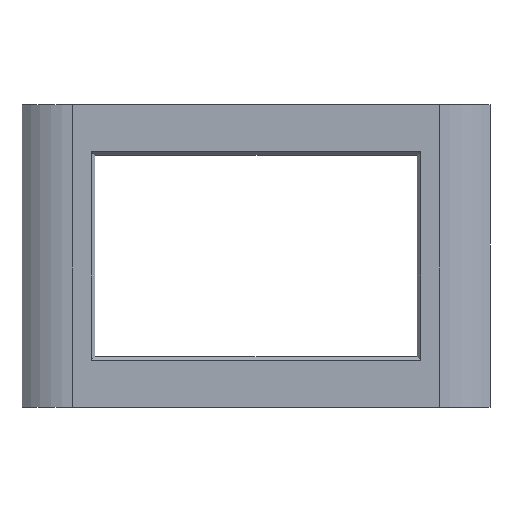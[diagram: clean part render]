
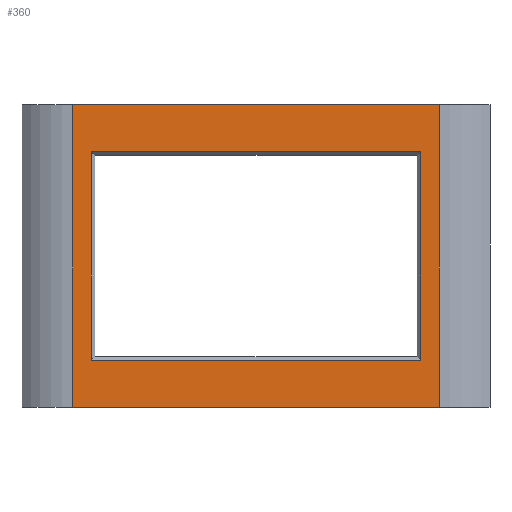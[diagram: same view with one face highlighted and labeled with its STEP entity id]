
A CAD part, top view. The second image highlights one B-rep face of the part: STEP entity #360.
In plain terms, the highlighted planar face has unit normal (0, 0, 1).
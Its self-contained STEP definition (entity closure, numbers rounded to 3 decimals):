
#15=FACE_BOUND('',#65,.T.);
#23=PLANE('',#400);
#41=FACE_OUTER_BOUND('',#64,.T.);
#64=EDGE_LOOP('',(#264,#265,#266,#267));
#65=EDGE_LOOP('',(#268,#269,#270,#271));
#92=LINE('',#544,#128);
#94=LINE('',#550,#130);
#96=LINE('',#556,#132);
#97=LINE('',#557,#133);
#98=LINE('',#560,#134);
#99=LINE('',#562,#135);
#100=LINE('',#564,#136);
#101=LINE('',#565,#137);
#128=VECTOR('',#436,20.);
#130=VECTOR('',#442,10.);
#132=VECTOR('',#448,10.);
#133=VECTOR('',#449,20.);
#134=VECTOR('',#450,10.);
#135=VECTOR('',#451,10.);
#136=VECTOR('',#452,10.);
#137=VECTOR('',#453,10.);
#177=VERTEX_POINT('',#541);
#178=VERTEX_POINT('',#543);
#180=VERTEX_POINT('',#549);
#182=VERTEX_POINT('',#555);
#183=VERTEX_POINT('',#558);
#184=VERTEX_POINT('',#559);
#185=VERTEX_POINT('',#561);
#186=VERTEX_POINT('',#563);
#209=EDGE_CURVE('',#177,#178,#92,.T.);
#212=EDGE_CURVE('',#178,#180,#94,.T.);
#215=EDGE_CURVE('',#182,#177,#96,.T.);
#216=EDGE_CURVE('',#180,#182,#97,.T.);
#217=EDGE_CURVE('',#183,#184,#98,.T.);
#218=EDGE_CURVE('',#185,#183,#99,.T.);
#219=EDGE_CURVE('',#186,#185,#100,.T.);
#220=EDGE_CURVE('',#184,#186,#101,.T.);
#264=ORIENTED_EDGE('',*,*,#209,.F.);
#265=ORIENTED_EDGE('',*,*,#215,.F.);
#266=ORIENTED_EDGE('',*,*,#216,.F.);
#267=ORIENTED_EDGE('',*,*,#212,.F.);
#268=ORIENTED_EDGE('',*,*,#217,.F.);
#269=ORIENTED_EDGE('',*,*,#218,.F.);
#270=ORIENTED_EDGE('',*,*,#219,.F.);
#271=ORIENTED_EDGE('',*,*,#220,.F.);
#360=ADVANCED_FACE('',(#41,#15),#23,.F.);
#400=AXIS2_PLACEMENT_3D('',#554,#446,#447);
#436=DIRECTION('',(0.,-1.,0.));
#442=DIRECTION('',(-1.,0.,0.));
#446=DIRECTION('center_axis',(0.,0.,-1.));
#447=DIRECTION('ref_axis',(-1.,0.,0.));
#448=DIRECTION('',(1.,0.,0.));
#449=DIRECTION('',(0.,1.,0.));
#450=DIRECTION('',(1.,0.,0.));
#451=DIRECTION('',(0.,-1.,0.));
#452=DIRECTION('',(-1.,0.,0.));
#453=DIRECTION('',(0.,1.,0.));
#541=CARTESIAN_POINT('',(137.467,-60.,6.));
#543=CARTESIAN_POINT('',(137.467,-145.,6.));
#544=CARTESIAN_POINT('',(137.467,-123.75,6.));
#549=CARTESIAN_POINT('',(34.533,-145.,6.));
#550=CARTESIAN_POINT('',(53.,-145.,6.));
#554=CARTESIAN_POINT('Origin',(86.,-102.5,6.));
#555=CARTESIAN_POINT('',(34.533,-60.,6.));
#556=CARTESIAN_POINT('',(119.,-60.,6.));
#557=CARTESIAN_POINT('',(34.533,-81.25,6.));
#558=CARTESIAN_POINT('',(39.75,-131.75,6.));
#559=CARTESIAN_POINT('',(132.25,-131.75,6.));
#560=CARTESIAN_POINT('',(62.375,-131.75,6.));
#561=CARTESIAN_POINT('',(39.75,-73.25,6.));
#562=CARTESIAN_POINT('',(39.75,-87.375,6.));
#563=CARTESIAN_POINT('',(132.25,-73.25,6.));
#564=CARTESIAN_POINT('',(109.625,-73.25,6.));
#565=CARTESIAN_POINT('',(132.25,-117.625,6.));
